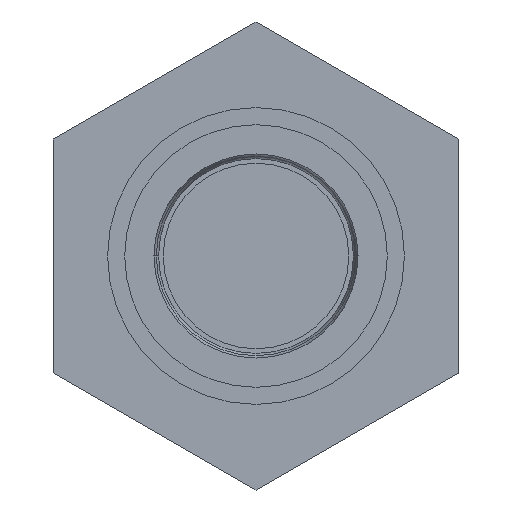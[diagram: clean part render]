
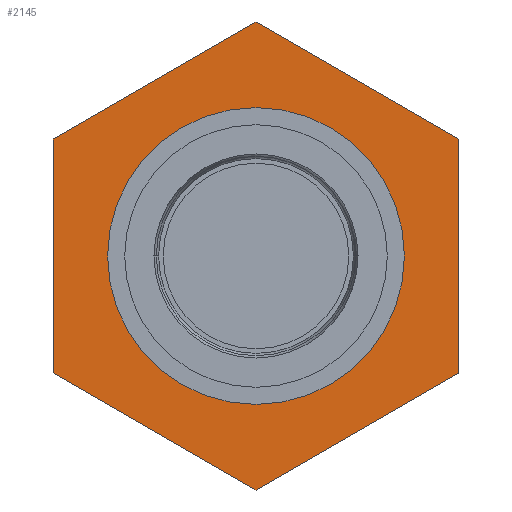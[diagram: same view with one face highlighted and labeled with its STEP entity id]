
A CAD part, front view. The second image highlights one B-rep face of the part: STEP entity #2145.
In plain terms, the highlighted planar face has unit normal (0, -1, 0).
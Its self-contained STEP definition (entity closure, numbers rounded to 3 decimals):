
#41 = VERTEX_POINT ( 'NONE', #1227 ) ;
#120 = LINE ( 'NONE', #1305, #1608 ) ;
#127 = ORIENTED_EDGE ( 'NONE', *, *, #1422, .F. ) ;
#137 = CARTESIAN_POINT ( 'NONE',  ( 6.308, -2.575, -10.925 ) ) ;
#141 = ORIENTED_EDGE ( 'NONE', *, *, #1927, .F. ) ;
#145 = LINE ( 'NONE', #177, #564 ) ;
#172 = VECTOR ( 'NONE', #1167, 1000. ) ;
#177 = CARTESIAN_POINT ( 'NONE',  ( -6.308, -2.575, 10.925 ) ) ;
#189 = VECTOR ( 'NONE', #1238, 1000. ) ;
#199 = CARTESIAN_POINT ( 'NONE',  ( 12.615, -2.575, 0. ) ) ;
#224 = VECTOR ( 'NONE', #2055, 1000. ) ;
#230 = VERTEX_POINT ( 'NONE', #2225 ) ;
#305 = CARTESIAN_POINT ( 'NONE',  ( -6.308, -2.575, -10.925 ) ) ;
#345 = EDGE_LOOP ( 'NONE', ( #141, #527, #1086, #1097, #553, #1524 ) ) ;
#386 = CARTESIAN_POINT ( 'NONE',  ( -6.308, -2.575, 10.925 ) ) ;
#420 = VERTEX_POINT ( 'NONE', #305 ) ;
#421 = VERTEX_POINT ( 'NONE', #1461 ) ;
#467 = PLANE ( 'NONE',  #957 ) ;
#527 = ORIENTED_EDGE ( 'NONE', *, *, #1701, .F. ) ;
#533 = CARTESIAN_POINT ( 'NONE',  ( 0., -2.575, 0. ) ) ;
#543 = VECTOR ( 'NONE', #1513, 1000. ) ;
#553 = ORIENTED_EDGE ( 'NONE', *, *, #2186, .F. ) ;
#564 = VECTOR ( 'NONE', #917, 1000. ) ;
#696 = EDGE_CURVE ( 'NONE', #230, #2355, #1336, .T. ) ;
#715 = DIRECTION ( 'NONE',  ( 0., 0., 1. ) ) ;
#717 = LINE ( 'NONE', #1283, #224 ) ;
#728 = LINE ( 'NONE', #137, #189 ) ;
#731 = EDGE_CURVE ( 'NONE', #41, #866, #717, .T. ) ;
#767 = DIRECTION ( 'NONE',  ( 0., -1., 0. ) ) ;
#802 = EDGE_CURVE ( 'NONE', #420, #41, #120, .T. ) ;
#814 = EDGE_CURVE ( 'NONE', #421, #1886, #1549, .T. ) ;
#842 = CARTESIAN_POINT ( 'NONE',  ( 0., -2.575, 0. ) ) ;
#866 = VERTEX_POINT ( 'NONE', #386 ) ;
#917 = DIRECTION ( 'NONE',  ( 1., 0., 0. ) ) ;
#957 = AXIS2_PLACEMENT_3D ( 'NONE', #842, #2368, #1220 ) ;
#1086 = ORIENTED_EDGE ( 'NONE', *, *, #731, .F. ) ;
#1097 = ORIENTED_EDGE ( 'NONE', *, *, #802, .F. ) ;
#1148 = AXIS2_PLACEMENT_3D ( 'NONE', #1902, #767, #2107 ) ;
#1154 = LINE ( 'NONE', #2309, #172 ) ;
#1167 = DIRECTION ( 'NONE',  ( 0.5, 0., -0.866 ) ) ;
#1220 = DIRECTION ( 'NONE',  ( 0., 0., 1. ) ) ;
#1227 = CARTESIAN_POINT ( 'NONE',  ( -12.615, -2.575, 0. ) ) ;
#1237 = FACE_OUTER_BOUND ( 'NONE', #345, .T. ) ;
#1238 = DIRECTION ( 'NONE',  ( -1., 0., 0. ) ) ;
#1283 = CARTESIAN_POINT ( 'NONE',  ( -12.615, -2.575, 0. ) ) ;
#1305 = CARTESIAN_POINT ( 'NONE',  ( -6.308, -2.575, -10.925 ) ) ;
#1311 = EDGE_LOOP ( 'NONE', ( #1615, #127 ) ) ;
#1336 = CIRCLE ( 'NONE', #1955, 8. ) ;
#1422 = EDGE_CURVE ( 'NONE', #2355, #230, #1666, .T. ) ;
#1461 = CARTESIAN_POINT ( 'NONE',  ( 12.615, -2.575, 0. ) ) ;
#1513 = DIRECTION ( 'NONE',  ( -0.5, 0., -0.866 ) ) ;
#1524 = ORIENTED_EDGE ( 'NONE', *, *, #814, .F. ) ;
#1538 = CARTESIAN_POINT ( 'NONE',  ( 6.308, -2.575, -10.925 ) ) ;
#1549 = LINE ( 'NONE', #199, #543 ) ;
#1608 = VECTOR ( 'NONE', #1687, 1000. ) ;
#1615 = ORIENTED_EDGE ( 'NONE', *, *, #696, .F. ) ;
#1666 = CIRCLE ( 'NONE', #1148, 8. ) ;
#1687 = DIRECTION ( 'NONE',  ( -0.5, 0., 0.866 ) ) ;
#1701 = EDGE_CURVE ( 'NONE', #866, #2069, #145, .T. ) ;
#1780 = CARTESIAN_POINT ( 'NONE',  ( 0., -2.575, -8. ) ) ;
#1863 = DIRECTION ( 'NONE',  ( 0., -1., 0. ) ) ;
#1886 = VERTEX_POINT ( 'NONE', #1538 ) ;
#1902 = CARTESIAN_POINT ( 'NONE',  ( 0., -2.575, 0. ) ) ;
#1927 = EDGE_CURVE ( 'NONE', #2069, #421, #1154, .T. ) ;
#1955 = AXIS2_PLACEMENT_3D ( 'NONE', #533, #1863, #715 ) ;
#2055 = DIRECTION ( 'NONE',  ( 0.5, 0., 0.866 ) ) ;
#2069 = VERTEX_POINT ( 'NONE', #2164 ) ;
#2107 = DIRECTION ( 'NONE',  ( 0., 0., 1. ) ) ;
#2145 = ADVANCED_FACE ( 'NONE', ( #2262, #1237 ), #467, .F. ) ;
#2164 = CARTESIAN_POINT ( 'NONE',  ( 6.308, -2.575, 10.925 ) ) ;
#2186 = EDGE_CURVE ( 'NONE', #1886, #420, #728, .T. ) ;
#2225 = CARTESIAN_POINT ( 'NONE',  ( 0., -2.575, 8. ) ) ;
#2262 = FACE_BOUND ( 'NONE', #1311, .T. ) ;
#2309 = CARTESIAN_POINT ( 'NONE',  ( 6.308, -2.575, 10.925 ) ) ;
#2355 = VERTEX_POINT ( 'NONE', #1780 ) ;
#2368 = DIRECTION ( 'NONE',  ( 0., 1., 0. ) ) ;
